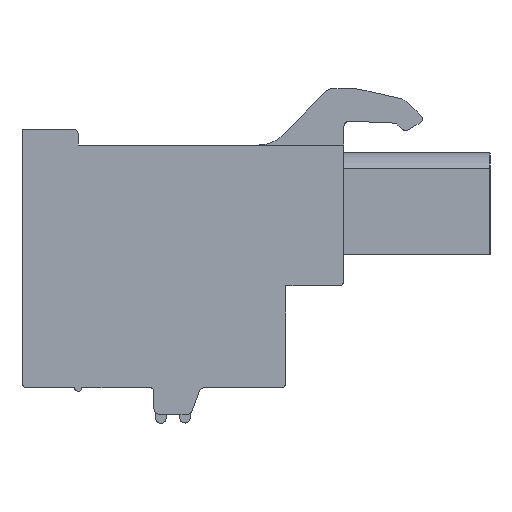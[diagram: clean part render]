
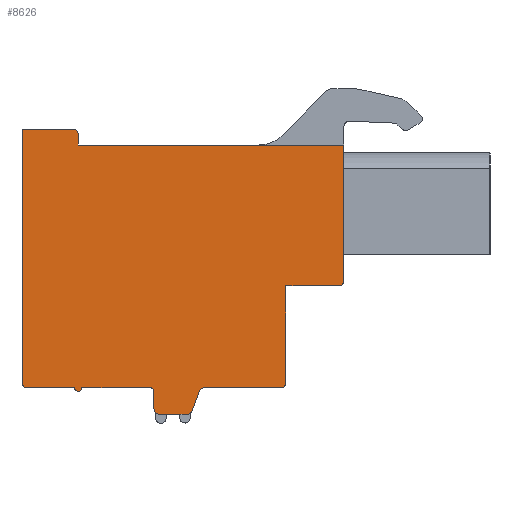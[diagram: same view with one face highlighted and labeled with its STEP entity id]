
A CAD part, left-side view. The second image highlights one B-rep face of the part: STEP entity #8626.
In plain terms, the highlighted planar face has unit normal (-1, 0, 0).
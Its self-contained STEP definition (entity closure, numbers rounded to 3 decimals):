
#102=DIRECTION('',(0.,0.,1.));
#103=VECTOR('',#102,5.5);
#104=CARTESIAN_POINT('',(-51.42,-2.36,-6.54));
#105=LINE('',#104,#103);
#110=CARTESIAN_POINT('',(-51.42,-5.36,-0.74));
#111=DIRECTION('',(1.,0.,0.));
#112=DIRECTION('',(0.,-1.,0.));
#113=AXIS2_PLACEMENT_3D('',#110,#111,#112);
#115=DIRECTION('',(0.,-1.,0.));
#116=VECTOR('',#115,3.);
#117=CARTESIAN_POINT('',(-51.42,-2.36,-1.04));
#118=LINE('',#117,#116);
#119=CARTESIAN_POINT('',(-51.42,-2.06,-6.54));
#120=DIRECTION('',(1.,0.,0.));
#121=DIRECTION('',(0.,-1.,0.));
#122=AXIS2_PLACEMENT_3D('',#119,#120,#121);
#124=DIRECTION('',(0.,1.,0.));
#125=VECTOR('',#124,4.34);
#126=CARTESIAN_POINT('',(-51.42,-2.06,-6.84));
#127=LINE('',#126,#125);
#128=CARTESIAN_POINT('',(-51.42,2.28,-7.14));
#129=DIRECTION('',(-1.,0.,0.));
#130=DIRECTION('',(0.,0.,1.));
#131=AXIS2_PLACEMENT_3D('',#128,#129,#130);
#133=DIRECTION('',(0.,0.345,-0.939));
#134=VECTOR('',#133,1.179);
#135=CARTESIAN_POINT('',(-51.42,2.562,-7.037));
#136=LINE('',#135,#134);
#137=CARTESIAN_POINT('',(-51.42,3.25,-8.04));
#138=DIRECTION('',(1.,0.,0.));
#139=DIRECTION('',(0.,-0.939,-0.345));
#140=AXIS2_PLACEMENT_3D('',#137,#138,#139);
#142=DIRECTION('',(0.,1.,0.));
#143=VECTOR('',#142,1.59);
#144=CARTESIAN_POINT('',(-51.42,3.25,-8.34));
#145=LINE('',#144,#143);
#146=CARTESIAN_POINT('',(-51.42,4.84,-8.04));
#147=DIRECTION('',(1.,0.,0.));
#148=DIRECTION('',(0.,0.,-1.));
#149=AXIS2_PLACEMENT_3D('',#146,#147,#148);
#151=DIRECTION('',(0.,0.,1.));
#152=VECTOR('',#151,1.);
#153=CARTESIAN_POINT('',(-51.42,5.14,-8.04));
#154=LINE('',#153,#152);
#155=CARTESIAN_POINT('',(-51.42,5.34,-7.04));
#156=DIRECTION('',(-1.,0.,0.));
#157=DIRECTION('',(0.,-1.,0.));
#158=AXIS2_PLACEMENT_3D('',#155,#156,#157);
#160=DIRECTION('',(0.,1.,0.));
#161=VECTOR('',#160,3.9);
#162=CARTESIAN_POINT('',(-51.42,5.34,-6.84));
#163=LINE('',#162,#161);
#164=CARTESIAN_POINT('',(-51.42,9.44,-6.84));
#165=DIRECTION('',(1.,0.,0.));
#166=DIRECTION('',(0.,-1.,0.));
#167=AXIS2_PLACEMENT_3D('',#164,#165,#166);
#169=DIRECTION('',(0.,1.,0.));
#170=VECTOR('',#169,2.7);
#171=CARTESIAN_POINT('',(-51.42,9.64,-6.84));
#172=LINE('',#171,#170);
#173=CARTESIAN_POINT('',(-51.42,12.34,-6.54));
#174=DIRECTION('',(1.,0.,0.));
#175=DIRECTION('',(0.,0.,-1.));
#176=AXIS2_PLACEMENT_3D('',#173,#174,#175);
#178=DIRECTION('',(0.,0.,1.));
#179=VECTOR('',#178,14.4);
#180=CARTESIAN_POINT('',(-51.42,12.64,-6.54));
#181=LINE('',#180,#179);
#182=DIRECTION('',(0.,-1.,0.));
#183=VECTOR('',#182,2.9);
#184=CARTESIAN_POINT('',(-51.42,12.64,7.86));
#185=LINE('',#184,#183);
#186=CARTESIAN_POINT('',(-51.42,9.74,7.56));
#187=DIRECTION('',(1.,0.,0.));
#188=DIRECTION('',(0.,0.,1.));
#189=AXIS2_PLACEMENT_3D('',#186,#187,#188);
#191=DIRECTION('',(0.,0.,-1.));
#192=VECTOR('',#191,0.6);
#193=CARTESIAN_POINT('',(-51.42,9.44,7.56));
#194=LINE('',#193,#192);
#195=DIRECTION('',(0.,-1.,0.));
#196=VECTOR('',#195,15.1);
#197=CARTESIAN_POINT('',(-51.42,9.44,6.96));
#198=LINE('',#197,#196);
#2605=DIRECTION('',(0.,0.,1.));
#2606=VECTOR('',#2605,7.7);
#2607=CARTESIAN_POINT('',(-51.42,-5.66,-0.74));
#2608=LINE('',#2607,#2606);
#6497=CARTESIAN_POINT('',(-51.42,9.44,6.96));
#6498=CARTESIAN_POINT('',(-51.42,-5.66,6.96));
#6499=VERTEX_POINT('',#6497);
#6500=VERTEX_POINT('',#6498);
#6501=CARTESIAN_POINT('',(-51.42,-2.36,-6.54));
#6502=CARTESIAN_POINT('',(-51.42,-2.06,-6.84));
#6503=VERTEX_POINT('',#6501);
#6504=VERTEX_POINT('',#6502);
#6505=CARTESIAN_POINT('',(-51.42,2.28,-6.84));
#6506=VERTEX_POINT('',#6505);
#6507=CARTESIAN_POINT('',(-51.42,2.562,-7.037));
#6508=VERTEX_POINT('',#6507);
#6509=CARTESIAN_POINT('',(-51.42,2.968,-8.143));
#6510=VERTEX_POINT('',#6509);
#6511=CARTESIAN_POINT('',(-51.42,3.25,-8.34));
#6512=VERTEX_POINT('',#6511);
#6513=CARTESIAN_POINT('',(-51.42,4.84,-8.34));
#6514=VERTEX_POINT('',#6513);
#6515=CARTESIAN_POINT('',(-51.42,5.14,-8.04));
#6516=VERTEX_POINT('',#6515);
#6517=CARTESIAN_POINT('',(-51.42,5.14,-7.04));
#6518=VERTEX_POINT('',#6517);
#6519=CARTESIAN_POINT('',(-51.42,5.34,-6.84));
#6520=VERTEX_POINT('',#6519);
#6521=CARTESIAN_POINT('',(-51.42,9.24,-6.84));
#6522=VERTEX_POINT('',#6521);
#6523=CARTESIAN_POINT('',(-51.42,9.64,-6.84));
#6524=VERTEX_POINT('',#6523);
#6525=CARTESIAN_POINT('',(-51.42,12.34,-6.84));
#6526=VERTEX_POINT('',#6525);
#6527=CARTESIAN_POINT('',(-51.42,12.64,-6.54));
#6528=VERTEX_POINT('',#6527);
#6529=CARTESIAN_POINT('',(-51.42,12.64,7.86));
#6530=VERTEX_POINT('',#6529);
#6531=CARTESIAN_POINT('',(-51.42,9.74,7.86));
#6532=VERTEX_POINT('',#6531);
#6533=CARTESIAN_POINT('',(-51.42,9.44,7.56));
#6534=VERTEX_POINT('',#6533);
#8409=CARTESIAN_POINT('',(-51.42,-5.66,-0.74));
#8410=VERTEX_POINT('',#8409);
#8411=CARTESIAN_POINT('',(-51.42,-2.36,-1.04));
#8412=VERTEX_POINT('',#8411);
#8413=CARTESIAN_POINT('',(-51.42,-5.36,-1.04));
#8414=VERTEX_POINT('',#8413);
#8578=CARTESIAN_POINT('',(-51.42,0.,0.));
#8579=DIRECTION('',(1.,0.,0.));
#8580=DIRECTION('',(0.,-1.,0.));
#8581=AXIS2_PLACEMENT_3D('',#8578,#8579,#8580);
#8582=PLANE('',#8581);
#8583=ORIENTED_EDGE('',*,*,#8542,.T.);
#8584=ORIENTED_EDGE('',*,*,#8557,.F.);
#8585=ORIENTED_EDGE('',*,*,#8569,.F.);
#8587=ORIENTED_EDGE('',*,*,#8586,.T.);
#8589=ORIENTED_EDGE('',*,*,#8588,.T.);
#8591=ORIENTED_EDGE('',*,*,#8590,.T.);
#8593=ORIENTED_EDGE('',*,*,#8592,.T.);
#8595=ORIENTED_EDGE('',*,*,#8594,.T.);
#8597=ORIENTED_EDGE('',*,*,#8596,.T.);
#8599=ORIENTED_EDGE('',*,*,#8598,.T.);
#8601=ORIENTED_EDGE('',*,*,#8600,.T.);
#8603=ORIENTED_EDGE('',*,*,#8602,.T.);
#8605=ORIENTED_EDGE('',*,*,#8604,.T.);
#8607=ORIENTED_EDGE('',*,*,#8606,.T.);
#8609=ORIENTED_EDGE('',*,*,#8608,.T.);
#8611=ORIENTED_EDGE('',*,*,#8610,.T.);
#8613=ORIENTED_EDGE('',*,*,#8612,.T.);
#8615=ORIENTED_EDGE('',*,*,#8614,.T.);
#8617=ORIENTED_EDGE('',*,*,#8616,.T.);
#8619=ORIENTED_EDGE('',*,*,#8618,.T.);
#8621=ORIENTED_EDGE('',*,*,#8620,.T.);
#8623=ORIENTED_EDGE('',*,*,#8622,.F.);
#8624=EDGE_LOOP('',(#8583,#8584,#8585,#8587,#8589,#8591,#8593,#8595,#8597,#8599,
#8601,#8603,#8605,#8607,#8609,#8611,#8613,#8615,#8617,#8619,#8621,#8623));
#8625=FACE_OUTER_BOUND('',#8624,.F.);
#8626=ADVANCED_FACE('',(#8625),#8582,.F.);
#114=CIRCLE('',#113,0.3);
#123=CIRCLE('',#122,0.3);
#132=CIRCLE('',#131,0.3);
#141=CIRCLE('',#140,0.3);
#150=CIRCLE('',#149,0.3);
#159=CIRCLE('',#158,0.2);
#168=CIRCLE('',#167,0.2);
#177=CIRCLE('',#176,0.3);
#190=CIRCLE('',#189,0.3);
#8542=EDGE_CURVE('',#8410,#8414,#114,.T.);
#8557=EDGE_CURVE('',#8412,#8414,#118,.T.);
#8569=EDGE_CURVE('',#6503,#8412,#105,.T.);
#8586=EDGE_CURVE('',#6503,#6504,#123,.T.);
#8588=EDGE_CURVE('',#6504,#6506,#127,.T.);
#8590=EDGE_CURVE('',#6506,#6508,#132,.T.);
#8592=EDGE_CURVE('',#6508,#6510,#136,.T.);
#8594=EDGE_CURVE('',#6510,#6512,#141,.T.);
#8596=EDGE_CURVE('',#6512,#6514,#145,.T.);
#8598=EDGE_CURVE('',#6514,#6516,#150,.T.);
#8600=EDGE_CURVE('',#6516,#6518,#154,.T.);
#8602=EDGE_CURVE('',#6518,#6520,#159,.T.);
#8604=EDGE_CURVE('',#6520,#6522,#163,.T.);
#8606=EDGE_CURVE('',#6522,#6524,#168,.T.);
#8608=EDGE_CURVE('',#6524,#6526,#172,.T.);
#8610=EDGE_CURVE('',#6526,#6528,#177,.T.);
#8612=EDGE_CURVE('',#6528,#6530,#181,.T.);
#8614=EDGE_CURVE('',#6530,#6532,#185,.T.);
#8616=EDGE_CURVE('',#6532,#6534,#190,.T.);
#8618=EDGE_CURVE('',#6534,#6499,#194,.T.);
#8620=EDGE_CURVE('',#6499,#6500,#198,.T.);
#8622=EDGE_CURVE('',#8410,#6500,#2608,.T.);
